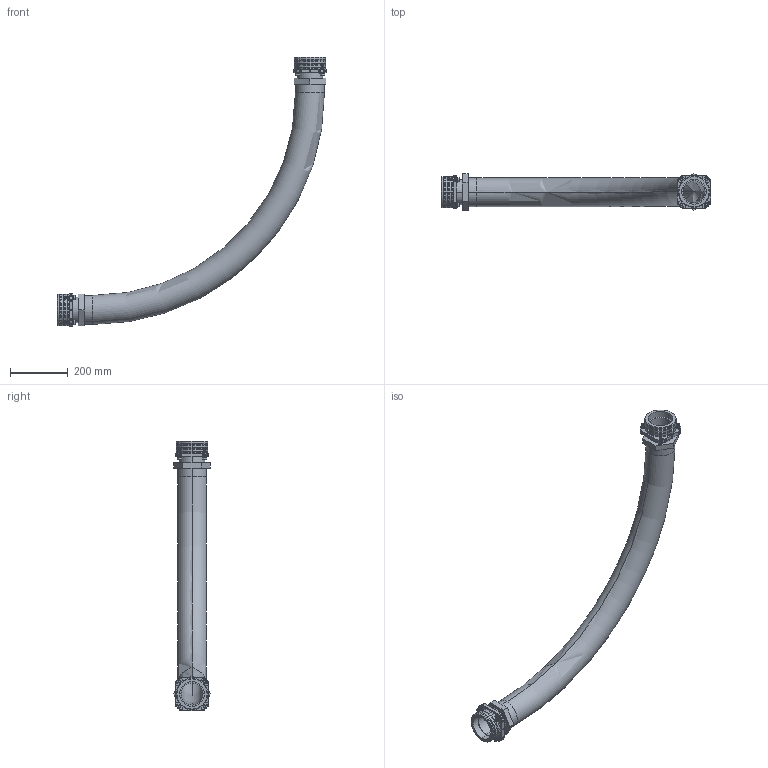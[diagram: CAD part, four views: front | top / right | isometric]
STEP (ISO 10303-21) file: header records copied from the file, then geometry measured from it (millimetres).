
FILE_DESCRIPTION (( 'STEP AP214' ), '1' );
FILE_NAME ('AR.227.110.110.STEP', '2016-04-13T14:37:57', ( '' ), ( '' ), 'SwSTEP 2.0', 'SolidWorks 2016', '' );
FILE_SCHEMA (( 'AUTOMOTIVE_DESIGN' ));
Length unit declared in the file: millimetre
Products named in the file (10): AR.201.110.003; AR.201.110.003-L_Default<A macchina>; RONDELLE UNI 6592_8.4x17 UNI 6592; hex screw gradec_iso_ISO 4018 - M8 x 35-NS; AR.000.000.002; GUARNIZIONI OR_OR 6387; AR.000.000.006; spring lock washer 2_din_DIN 6905-11-FSt; AR.227.110.110; AR.000.000.001
Assembly tree (27 placements, depth 3):
  AR.227.110.110
    AR.000.000.006
    AR.201.110.003  x2
      AR.201.110.003-L_Default<A macchina>
      AR.000.000.002
      AR.000.000.001
      GUARNIZIONI OR_OR 6387
      spring lock washer 2_din_DIN 6905-11-FSt
      hex screw gradec_iso_ISO 4018 - M8 x 35-NS
      RONDELLE UNI 6592_8.4x17 UNI 6592
Bounding box: 930 x 127.02 x 930 mm (x, y, z)
Volume: 4848883.2 mm3; surface area: 957725.7 mm2
Topology: 51 solids, 51 shells, 6244 faces, 15810 edges, 9952 vertices
Faces by surface type: plane 2138, cylinder 1398, bspline 1236, cone 932, torus 428, sphere 112
Entity records: 97085 total; most frequent: CARTESIAN_POINT 49717, ORIENTED_EDGE 10602, DIRECTION 7981, EDGE_CURVE 5301, VERTEX_POINT 3420, LINE 3189, VECTOR 3189, AXIS2_PLACEMENT_3D 2396
